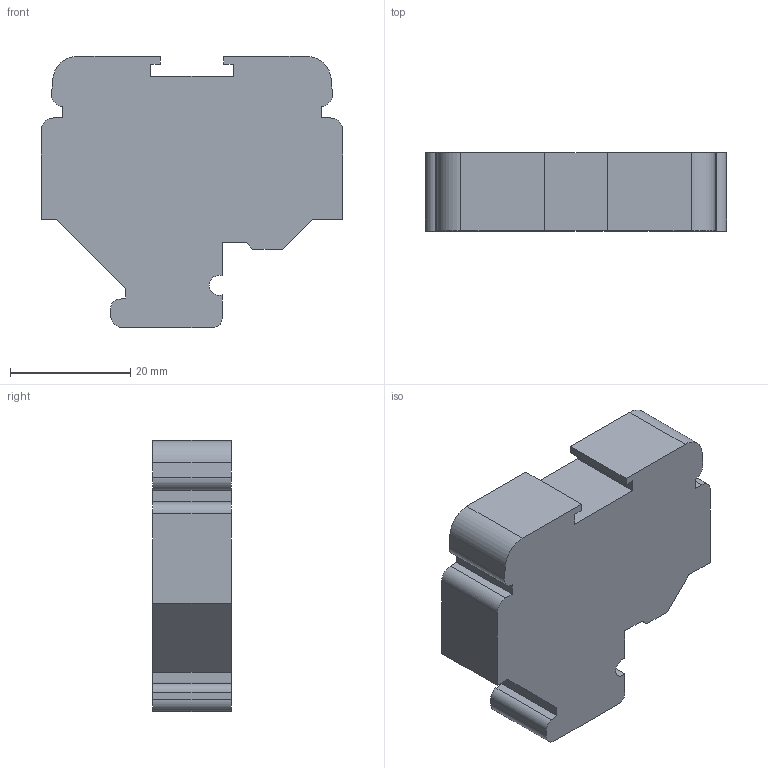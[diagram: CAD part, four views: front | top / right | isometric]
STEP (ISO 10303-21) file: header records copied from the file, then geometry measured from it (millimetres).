
FILE_DESCRIPTION(/* description */ ('Unknown'),/* implementation_level */ '2;1');
FILE_NAME(/* name */ 'CATM4',/* time_stamp */ '2016-12-02T14:19:55+06:00',/* author */ ('Unknown'),/* organization */ ('Unknown'),/* preprocessor_version */ 'ST-DEVELOPER v16',/* originating_system */ 'DEX',/* authorisation */ $);
FILE_SCHEMA (('AUTOMOTIVE_DESIGN {1 0 10303 214 3 1 1}'));
Length unit declared in the file: millimetre
Products named in the file (1): Part16
Bounding box: 50 x 13 x 45 mm (x, y, z)
Volume: 21722.3 mm3; surface area: 5949.9 mm2
Topology: 1 solids, 1 shells, 42 faces, 120 edges, 80 vertices
Faces by surface type: plane 32, cylinder 10
Entity records: 1394 total; most frequent: CARTESIAN_POINT 243, ORIENTED_EDGE 240, DIRECTION 226, EDGE_CURVE 120, LINE 100, VECTOR 100, VERTEX_POINT 80, AXIS2_PLACEMENT_3D 63
